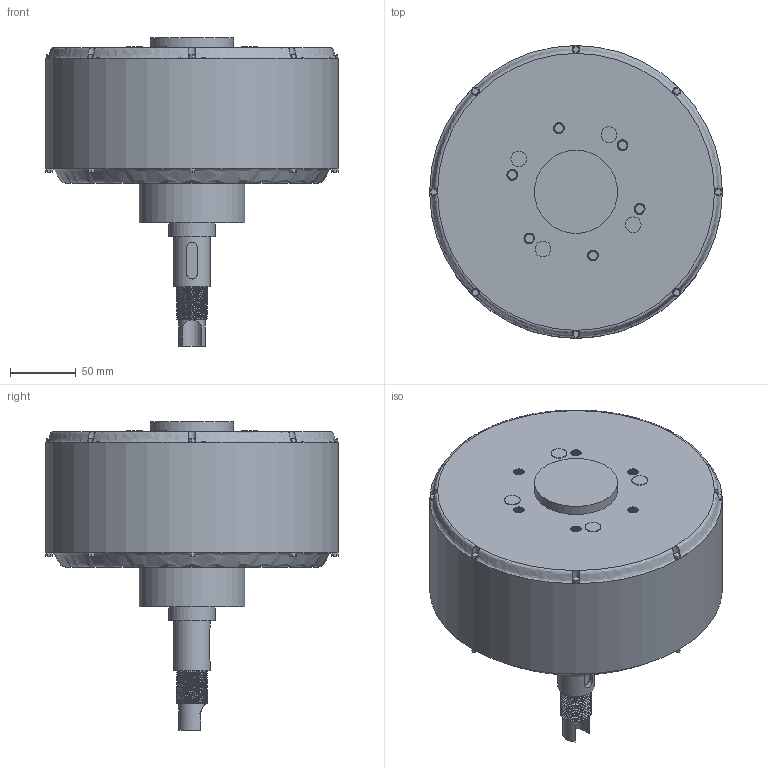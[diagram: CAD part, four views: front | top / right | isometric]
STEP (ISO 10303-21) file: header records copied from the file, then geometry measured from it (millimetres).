
FILE_DESCRIPTION(/* description */ ('','CAx-IF Rec.Pracs.---Representation and Presentation of Product Manufacturing Information (PMI)---4.0---2014-10-13'),/* implementation_level */ '2;1');
FILE_NAME(/* name */ 'QS205 hub motor fully finished (use this one).step',/* time_stamp */ '2024-12-27T21:54:22-08:00',/* author */ (''),/* organization */ (''),/* preprocessor_version */ 'ST-DEVELOPER v20',/* originating_system */ 'Autodesk Translation Framework v13.20.0.188',/* authorisation */ '');
FILE_SCHEMA (('AP242_MANAGED_MODEL_BASED_3D_ENGINEERING_MIM_LF { 1 0 10303 442 1 1 4 }'));
Length unit declared in the file: millimetre
Products named in the file (1): QS205 hub motor low quality
Bounding box: 222 x 222 x 234 mm (x, y, z)
Volume: 4103408.1 mm3; surface area: 170413.5 mm2
Topology: 1 solids, 1 shells, 465 faces, 1229 edges, 796 vertices
Faces by surface type: cylinder 278, plane 158, bspline 29
Full cylindrical faces by diameter (mm): 6 x1, 6.779 x48, 8.17 x18, 10 x3, 12 x4, 15 x1, 20 x1, 22.132 x16, 23.85 x16, 28 x1, 35 x1, 63 x1, 80 x1, 222 x1
Entity records: 33331 total; most frequent: CARTESIAN_POINT 22905, ORIENTED_EDGE 2458, DIRECTION 1661, EDGE_CURVE 1229, VERTEX_POINT 796, B_SPLINE_CURVE_WITH_KNOTS 559, AXIS2_PLACEMENT_3D 555, LINE 551
